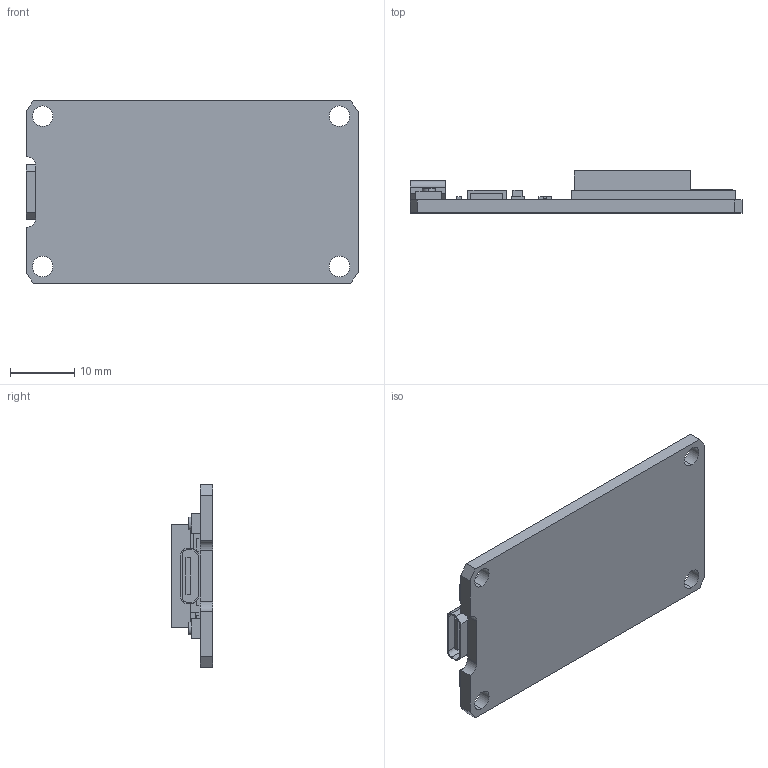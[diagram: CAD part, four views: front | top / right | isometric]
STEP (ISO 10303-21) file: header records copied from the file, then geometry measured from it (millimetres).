
FILE_DESCRIPTION (( 'STEP AP203' ), '1' );
FILE_NAME ('ESP32_Predeterminado_sldprt.STEP', '2025-10-04T22:42:32', ( '' ), ( '' ), 'SwSTEP 2.0', 'SolidWorks 2023', '' );
FILE_SCHEMA (( 'CONFIG_CONTROL_DESIGN' ));
Length unit declared in the file: millimetre
Products named in the file (1): ESP32_Predeterminado_sldprt
Bounding box: 51.5 x 6.5 x 28.3 mm (x, y, z)
Volume: 4538 mm3; surface area: 3968.1 mm2
Topology: 1 solids, 1 shells, 307 faces, 792 edges, 518 vertices
Faces by surface type: plane 268, cylinder 39
Entity records: 9301 total; most frequent: CARTESIAN_POINT 1618, ORIENTED_EDGE 1584, DIRECTION 1486, EDGE_CURVE 792, LINE 714, VECTOR 714, VERTEX_POINT 518, AXIS2_PLACEMENT_3D 386
